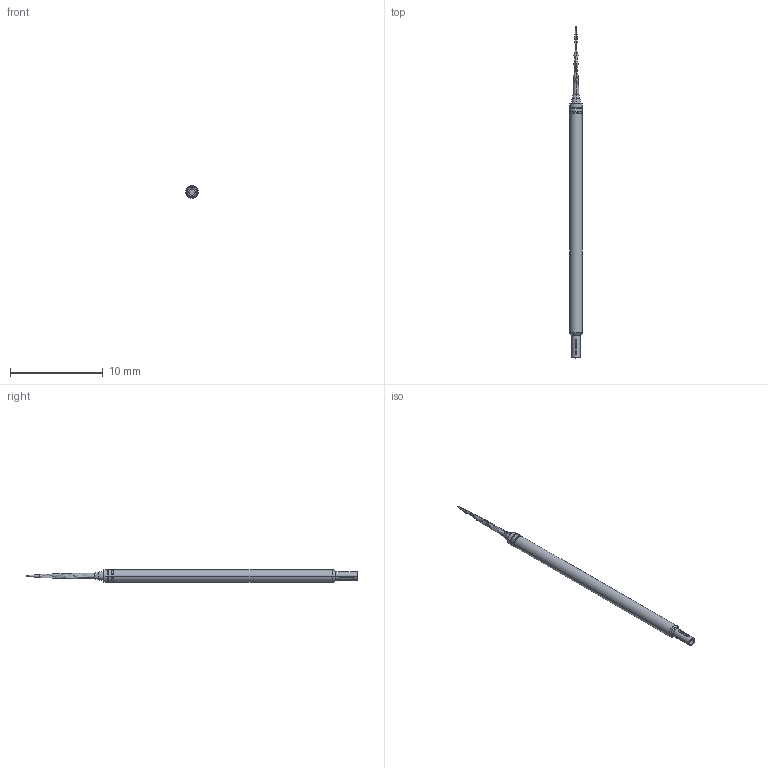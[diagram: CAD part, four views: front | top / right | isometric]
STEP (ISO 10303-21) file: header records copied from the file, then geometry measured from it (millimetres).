
FILE_DESCRIPTION (( 'STEP AP203' ), '1' );
FILE_NAME ('INGUN_S-075_209_060_A_xx00_ES.STEP', '2022-01-31T06:21:38', ( 'ochi' ), ( '' ), 'SwSTEP 2.0', 'SolidWorks 2018', '' );
FILE_SCHEMA (( 'CONFIG_CONTROL_DESIGN' ));
Length unit declared in the file: millimetre
Products named in the file (1): INGUN_S-075_209_060_A_xx00_ES
Bounding box: 1.37 x 35.81 x 1.37 mm (x, y, z)
Volume: 39 mm3; surface area: 135.6 mm2
Topology: 1 solids, 1 shells, 141 faces, 383 edges, 231 vertices
Faces by surface type: bspline 64, torus 37, cylinder 25, plane 9, cone 6
Entity records: 5852 total; most frequent: CARTESIAN_POINT 2900, ORIENTED_EDGE 722, DIRECTION 399, EDGE_CURVE 361, VERTEX_POINT 231, B_SPLINE_CURVE_WITH_KNOTS 218, AXIS2_PLACEMENT_3D 178, EDGE_LOOP 150
